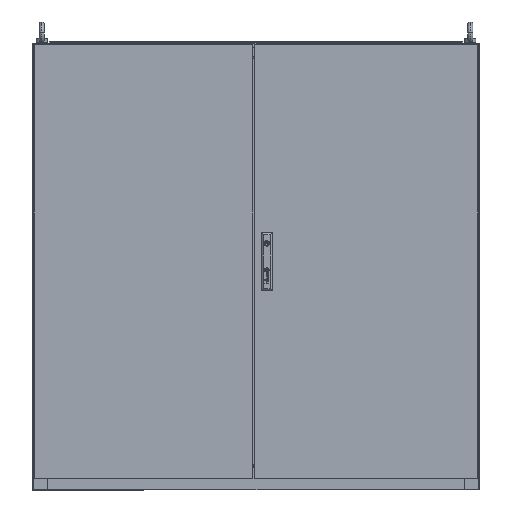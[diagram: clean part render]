
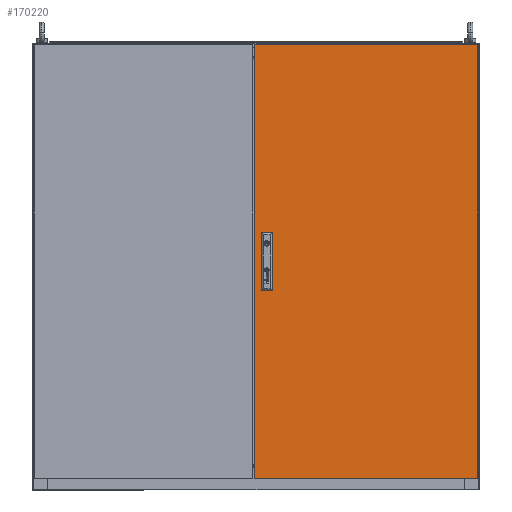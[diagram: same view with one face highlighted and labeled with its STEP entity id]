
A CAD part, top view. The second image highlights one B-rep face of the part: STEP entity #170220.
In plain terms, the highlighted planar face has unit normal (0, 0, 1).
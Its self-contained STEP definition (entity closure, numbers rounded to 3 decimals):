
#2033 = CARTESIAN_POINT ( 'NONE',  ( 41.5, -11.5, 0. ) ) ;
#3040 = DIRECTION ( 'NONE',  ( 0., -1., 0. ) ) ;
#3279 = CARTESIAN_POINT ( 'NONE',  ( 41.5, 38.5, 0. ) ) ;
#3738 = LINE ( 'NONE', #60444, #128980 ) ;
#9015 = VERTEX_POINT ( 'NONE', #107401 ) ;
#13592 = VERTEX_POINT ( 'NONE', #182014 ) ;
#14843 = DIRECTION ( 'NONE',  ( 1., 0., 0. ) ) ;
#15924 = VECTOR ( 'NONE', #104059, 1000. ) ;
#16526 = DIRECTION ( 'NONE',  ( -1., 0., 0. ) ) ;
#17402 = FACE_BOUND ( 'NONE', #87702, .T. ) ;
#23759 = EDGE_CURVE ( 'NONE', #121728, #94666, #131735, .T. ) ;
#23823 = VECTOR ( 'NONE', #16526, 1000. ) ;
#23831 = VERTEX_POINT ( 'NONE', #111094 ) ;
#25209 = ORIENTED_EDGE ( 'NONE', *, *, #84493, .F. ) ;
#27415 = LINE ( 'NONE', #3279, #174164 ) ;
#30816 = LINE ( 'NONE', #73770, #36015 ) ;
#31249 = VECTOR ( 'NONE', #114098, 1000. ) ;
#31973 = CARTESIAN_POINT ( 'NONE',  ( 41.5, -61.5, 0. ) ) ;
#36015 = VECTOR ( 'NONE', #3040, 1000. ) ;
#36343 = EDGE_CURVE ( 'NONE', #94666, #107924, #170503, .T. ) ;
#36409 = VECTOR ( 'NONE', #153878, 1000. ) ;
#38199 = LINE ( 'NONE', #181071, #36409 ) ;
#45053 = EDGE_LOOP ( 'NONE', ( #158982, #176001, #160274, #83689 ) ) ;
#45091 = CARTESIAN_POINT ( 'NONE',  ( -3., -570., 0. ) ) ;
#47609 = EDGE_CURVE ( 'NONE', #129621, #171630, #59107, .T. ) ;
#48975 = LINE ( 'NONE', #137622, #64875 ) ;
#48980 = CARTESIAN_POINT ( 'NONE',  ( -3., 597., 0. ) ) ;
#54831 = VERTEX_POINT ( 'NONE', #104182 ) ;
#56250 = DIRECTION ( 'NONE',  ( 1., 0., 0. ) ) ;
#57166 = ORIENTED_EDGE ( 'NONE', *, *, #144869, .T. ) ;
#59107 = LINE ( 'NONE', #45091, #31249 ) ;
#59344 = CARTESIAN_POINT ( 'NONE',  ( 0., 0., 0. ) ) ;
#60262 = FACE_OUTER_BOUND ( 'NONE', #182094, .T. ) ;
#60444 = CARTESIAN_POINT ( 'NONE',  ( 41.5, -61.5, 0. ) ) ;
#62098 = FACE_BOUND ( 'NONE', #45053, .T. ) ;
#62621 = VERTEX_POINT ( 'NONE', #134424 ) ;
#63400 = LINE ( 'NONE', #66153, #100466 ) ;
#64875 = VECTOR ( 'NONE', #178825, 1000. ) ;
#66153 = CARTESIAN_POINT ( 'NONE',  ( 16.5, -61.5, 0. ) ) ;
#68056 = ORIENTED_EDGE ( 'NONE', *, *, #47609, .T. ) ;
#68988 = DIRECTION ( 'NONE',  ( 0., -1., 0. ) ) ;
#71927 = ORIENTED_EDGE ( 'NONE', *, *, #131416, .F. ) ;
#73770 = CARTESIAN_POINT ( 'NONE',  ( -3., 597., 0. ) ) ;
#81124 = EDGE_CURVE ( 'NONE', #83031, #54831, #48975, .T. ) ;
#83031 = VERTEX_POINT ( 'NONE', #31973 ) ;
#83689 = ORIENTED_EDGE ( 'NONE', *, *, #124978, .F. ) ;
#84493 = EDGE_CURVE ( 'NONE', #107924, #9015, #124936, .T. ) ;
#85043 = CARTESIAN_POINT ( 'NONE',  ( 41.5, 38.5, 0. ) ) ;
#87702 = EDGE_LOOP ( 'NONE', ( #25209, #128063, #183905, #71927 ) ) ;
#90295 = CARTESIAN_POINT ( 'NONE',  ( 597., -570., 0. ) ) ;
#92154 = CARTESIAN_POINT ( 'NONE',  ( 41.5, 88.5, 0. ) ) ;
#93938 = EDGE_CURVE ( 'NONE', #13592, #23831, #146082, .T. ) ;
#94666 = VERTEX_POINT ( 'NONE', #92154 ) ;
#100466 = VECTOR ( 'NONE', #105324, 1000. ) ;
#103073 = DIRECTION ( 'NONE',  ( 1., 0., 0. ) ) ;
#104059 = DIRECTION ( 'NONE',  ( -1., 0., 0. ) ) ;
#104182 = CARTESIAN_POINT ( 'NONE',  ( 41.5, -11.5, 0. ) ) ;
#105324 = DIRECTION ( 'NONE',  ( 0., -1., 0. ) ) ;
#107401 = CARTESIAN_POINT ( 'NONE',  ( 16.5, 38.5, 0. ) ) ;
#107924 = VERTEX_POINT ( 'NONE', #111952 ) ;
#110411 = EDGE_CURVE ( 'NONE', #62621, #111497, #63400, .T. ) ;
#111094 = CARTESIAN_POINT ( 'NONE',  ( -3., 597., 0. ) ) ;
#111497 = VERTEX_POINT ( 'NONE', #117747 ) ;
#111518 = VECTOR ( 'NONE', #148529, 1000. ) ;
#111952 = CARTESIAN_POINT ( 'NONE',  ( 16.5, 88.5, 0. ) ) ;
#114098 = DIRECTION ( 'NONE',  ( 1., 0., 0. ) ) ;
#114200 = VECTOR ( 'NONE', #183027, 1000. ) ;
#114362 = CARTESIAN_POINT ( 'NONE',  ( 41.5, 88.5, 0. ) ) ;
#117747 = CARTESIAN_POINT ( 'NONE',  ( 16.5, -61.5, 0. ) ) ;
#121728 = VERTEX_POINT ( 'NONE', #85043 ) ;
#124936 = LINE ( 'NONE', #171663, #161429 ) ;
#124978 = EDGE_CURVE ( 'NONE', #111497, #83031, #3738, .T. ) ;
#128063 = ORIENTED_EDGE ( 'NONE', *, *, #36343, .F. ) ;
#128980 = VECTOR ( 'NONE', #14843, 1000. ) ;
#129621 = VERTEX_POINT ( 'NONE', #137471 ) ;
#131416 = EDGE_CURVE ( 'NONE', #9015, #121728, #27415, .T. ) ;
#131735 = LINE ( 'NONE', #163505, #111518 ) ;
#134424 = CARTESIAN_POINT ( 'NONE',  ( 16.5, -11.5, 0. ) ) ;
#137471 = CARTESIAN_POINT ( 'NONE',  ( -3., -570., 0. ) ) ;
#137622 = CARTESIAN_POINT ( 'NONE',  ( 41.5, -61.5, 0. ) ) ;
#142080 = AXIS2_PLACEMENT_3D ( 'NONE', #59344, #160127, #103073 ) ;
#144869 = EDGE_CURVE ( 'NONE', #23831, #129621, #30816, .T. ) ;
#146020 = EDGE_CURVE ( 'NONE', #171630, #13592, #38199, .T. ) ;
#146052 = PLANE ( 'NONE',  #142080 ) ;
#146082 = LINE ( 'NONE', #48980, #15924 ) ;
#148529 = DIRECTION ( 'NONE',  ( 0., 1., 0. ) ) ;
#152338 = ORIENTED_EDGE ( 'NONE', *, *, #93938, .T. ) ;
#153878 = DIRECTION ( 'NONE',  ( 0., 1., 0. ) ) ;
#155385 = EDGE_CURVE ( 'NONE', #54831, #62621, #157636, .T. ) ;
#157636 = LINE ( 'NONE', #2033, #114200 ) ;
#158982 = ORIENTED_EDGE ( 'NONE', *, *, #110411, .F. ) ;
#160127 = DIRECTION ( 'NONE',  ( 0., 0., 1. ) ) ;
#160274 = ORIENTED_EDGE ( 'NONE', *, *, #81124, .F. ) ;
#161429 = VECTOR ( 'NONE', #68988, 1000. ) ;
#163505 = CARTESIAN_POINT ( 'NONE',  ( 41.5, 38.5, 0. ) ) ;
#170220 = ADVANCED_FACE ( 'NONE', ( #17402, #62098, #60262 ), #146052, .T. ) ;
#170503 = LINE ( 'NONE', #114362, #23823 ) ;
#171630 = VERTEX_POINT ( 'NONE', #90295 ) ;
#171663 = CARTESIAN_POINT ( 'NONE',  ( 16.5, 38.5, 0. ) ) ;
#174164 = VECTOR ( 'NONE', #56250, 1000. ) ;
#176001 = ORIENTED_EDGE ( 'NONE', *, *, #155385, .F. ) ;
#178825 = DIRECTION ( 'NONE',  ( 0., 1., 0. ) ) ;
#179675 = ORIENTED_EDGE ( 'NONE', *, *, #146020, .T. ) ;
#181071 = CARTESIAN_POINT ( 'NONE',  ( 597., 597., 0. ) ) ;
#182014 = CARTESIAN_POINT ( 'NONE',  ( 597., 597., 0. ) ) ;
#182094 = EDGE_LOOP ( 'NONE', ( #57166, #68056, #179675, #152338 ) ) ;
#183027 = DIRECTION ( 'NONE',  ( -1., 0., 0. ) ) ;
#183905 = ORIENTED_EDGE ( 'NONE', *, *, #23759, .F. ) ;
